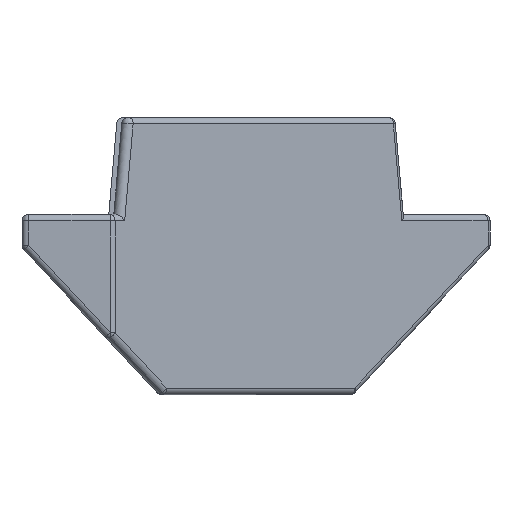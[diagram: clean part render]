
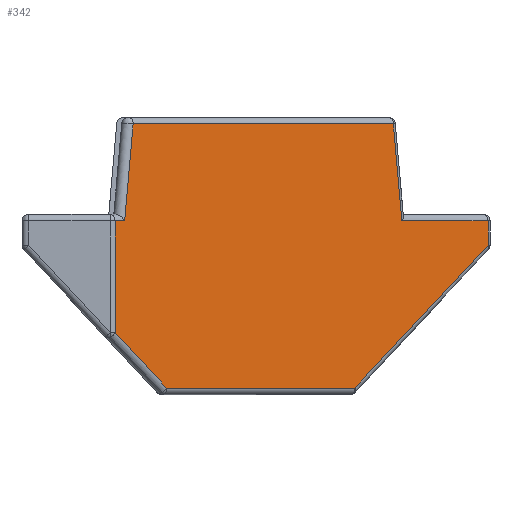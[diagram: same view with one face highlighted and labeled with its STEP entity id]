
A CAD part, left-side view. The second image highlights one B-rep face of the part: STEP entity #342.
In plain terms, the highlighted planar face has unit normal (-0.707, -0.707, 0).
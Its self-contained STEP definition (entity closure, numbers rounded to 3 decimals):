
#20 = EDGE_CURVE ( 'NONE', #169, #1599, #1715, .T. ) ;
#26 = CARTESIAN_POINT ( 'NONE',  ( -1.012, -4.362, 5.2 ) ) ;
#31 = DIRECTION ( 'NONE',  ( 0., 0., -1. ) ) ;
#40 = ORIENTED_EDGE ( 'NONE', *, *, #20, .T. ) ;
#47 = DIRECTION ( 'NONE',  ( 0., 0., 1. ) ) ;
#58 = DIRECTION ( 'NONE',  ( -0.087, 0.087, 0.992 ) ) ;
#112 = PLANE ( 'NONE',  #1975 ) ;
#122 = DIRECTION ( 'NONE',  ( -0.087, 0.087, -0.992 ) ) ;
#153 = DIRECTION ( 'NONE',  ( 0.563, -0.563, 0.604 ) ) ;
#169 = VERTEX_POINT ( 'NONE', #959 ) ;
#184 = EDGE_CURVE ( 'NONE', #1599, #728, #815, .T. ) ;
#212 = CARTESIAN_POINT ( 'NONE',  ( -9.049, 3.675, 8.1 ) ) ;
#278 = CARTESIAN_POINT ( 'NONE',  ( -11.444, 6.07, -0.7 ) ) ;
#342 = ADVANCED_FACE ( 'NONE', ( #474 ), #112, .F. ) ;
#350 = DIRECTION ( 'NONE',  ( -0.707, 0.707, 0. ) ) ;
#376 = CARTESIAN_POINT ( 'NONE',  ( 1.567, -6.941, 5.2 ) ) ;
#409 = DIRECTION ( 'NONE',  ( -0.707, 0.707, 0. ) ) ;
#420 = EDGE_LOOP ( 'NONE', ( #1026, #2115, #40, #1439, #536, #435, #770, #1835, #1814, #626 ) ) ;
#435 = ORIENTED_EDGE ( 'NONE', *, *, #806, .T. ) ;
#474 = FACE_OUTER_BOUND ( 'NONE', #420, .T. ) ;
#536 = ORIENTED_EDGE ( 'NONE', *, *, #737, .T. ) ;
#598 = VERTEX_POINT ( 'NONE', #2205 ) ;
#626 = ORIENTED_EDGE ( 'NONE', *, *, #1138, .T. ) ;
#635 = EDGE_CURVE ( 'NONE', #1425, #1055, #2079, .T. ) ;
#637 = VECTOR ( 'NONE', #47, 1000. ) ;
#661 = CARTESIAN_POINT ( 'NONE',  ( -8.309, 2.935, 0.482 ) ) ;
#688 = VECTOR ( 'NONE', #1386, 1000. ) ;
#692 = LINE ( 'NONE', #1224, #688 ) ;
#697 = LINE ( 'NONE', #2104, #637 ) ;
#728 = VERTEX_POINT ( 'NONE', #1022 ) ;
#737 = EDGE_CURVE ( 'NONE', #728, #1157, #1938, .T. ) ;
#756 = VERTEX_POINT ( 'NONE', #26 ) ;
#770 = ORIENTED_EDGE ( 'NONE', *, *, #635, .T. ) ;
#785 = DIRECTION ( 'NONE',  ( 0.707, 0.707, 0. ) ) ;
#806 = EDGE_CURVE ( 'NONE', #1157, #1425, #1722, .T. ) ;
#811 = DIRECTION ( 'NONE',  ( 0.707, -0.707, 0. ) ) ;
#815 = LINE ( 'NONE', #1120, #1720 ) ;
#837 = CARTESIAN_POINT ( 'NONE',  ( 1.578, -6.952, 4.487 ) ) ;
#880 = VECTOR ( 'NONE', #153, 1000. ) ;
#912 = LINE ( 'NONE', #837, #880 ) ;
#933 = EDGE_CURVE ( 'NONE', #1055, #2167, #1295, .T. ) ;
#959 = CARTESIAN_POINT ( 'NONE',  ( -1.266, -4.108, 8.1 ) ) ;
#993 = EDGE_CURVE ( 'NONE', #2167, #598, #912, .T. ) ;
#1022 = CARTESIAN_POINT ( 'NONE',  ( -9.303, 3.929, 5.2 ) ) ;
#1026 = ORIENTED_EDGE ( 'NONE', *, *, #1139, .T. ) ;
#1055 = VERTEX_POINT ( 'NONE', #1879 ) ;
#1058 = CARTESIAN_POINT ( 'NONE',  ( -0.661, -4.713, 1.187 ) ) ;
#1120 = CARTESIAN_POINT ( 'NONE',  ( -9.844, 4.47, -0.98 ) ) ;
#1138 = EDGE_CURVE ( 'NONE', #598, #1588, #697, .T. ) ;
#1139 = EDGE_CURVE ( 'NONE', #1588, #756, #692, .T. ) ;
#1157 = VERTEX_POINT ( 'NONE', #1389 ) ;
#1188 = VECTOR ( 'NONE', #811, 1000. ) ;
#1224 = CARTESIAN_POINT ( 'NONE',  ( -11.444, 6.07, 5.2 ) ) ;
#1295 = LINE ( 'NONE', #1648, #1188 ) ;
#1386 = DIRECTION ( 'NONE',  ( -0.707, 0.707, 0. ) ) ;
#1389 = CARTESIAN_POINT ( 'NONE',  ( -9.591, 4.217, 5.2 ) ) ;
#1407 = CARTESIAN_POINT ( 'NONE',  ( -9.374, 4., 8.1 ) ) ;
#1425 = VERTEX_POINT ( 'NONE', #1950 ) ;
#1439 = ORIENTED_EDGE ( 'NONE', *, *, #184, .T. ) ;
#1588 = VERTEX_POINT ( 'NONE', #376 ) ;
#1599 = VERTEX_POINT ( 'NONE', #212 ) ;
#1648 = CARTESIAN_POINT ( 'NONE',  ( -11.444, 6.07, 0.2 ) ) ;
#1695 = VECTOR ( 'NONE', #31, 1000. ) ;
#1715 = LINE ( 'NONE', #1407, #1717 ) ;
#1717 = VECTOR ( 'NONE', #409, 1000. ) ;
#1720 = VECTOR ( 'NONE', #122, 1000. ) ;
#1722 = LINE ( 'NONE', #1914, #1695 ) ;
#1814 = ORIENTED_EDGE ( 'NONE', *, *, #993, .T. ) ;
#1835 = ORIENTED_EDGE ( 'NONE', *, *, #933, .T. ) ;
#1860 = DIRECTION ( 'NONE',  ( 0.563, -0.563, -0.604 ) ) ;
#1864 = VECTOR ( 'NONE', #350, 1000. ) ;
#1879 = CARTESIAN_POINT ( 'NONE',  ( -8.046, 2.672, 0.2 ) ) ;
#1909 = CARTESIAN_POINT ( 'NONE',  ( -2.42, -2.954, 0.2 ) ) ;
#1914 = CARTESIAN_POINT ( 'NONE',  ( -9.591, 4.217, -0.7 ) ) ;
#1938 = LINE ( 'NONE', #2070, #1864 ) ;
#1946 = VECTOR ( 'NONE', #58, 1000. ) ;
#1950 = CARTESIAN_POINT ( 'NONE',  ( -9.591, 4.217, 1.858 ) ) ;
#1975 = AXIS2_PLACEMENT_3D ( 'NONE', #278, #785, #1997 ) ;
#1997 = DIRECTION ( 'NONE',  ( -0.707, 0.707, 0. ) ) ;
#2025 = LINE ( 'NONE', #1058, #1946 ) ;
#2070 = CARTESIAN_POINT ( 'NONE',  ( -9.65, 4.276, 5.2 ) ) ;
#2075 = VECTOR ( 'NONE', #1860, 1000. ) ;
#2079 = LINE ( 'NONE', #661, #2075 ) ;
#2104 = CARTESIAN_POINT ( 'NONE',  ( 1.567, -6.941, -0.7 ) ) ;
#2115 = ORIENTED_EDGE ( 'NONE', *, *, #2233, .T. ) ;
#2167 = VERTEX_POINT ( 'NONE', #1909 ) ;
#2205 = CARTESIAN_POINT ( 'NONE',  ( 1.567, -6.941, 4.475 ) ) ;
#2233 = EDGE_CURVE ( 'NONE', #756, #169, #2025, .T. ) ;
